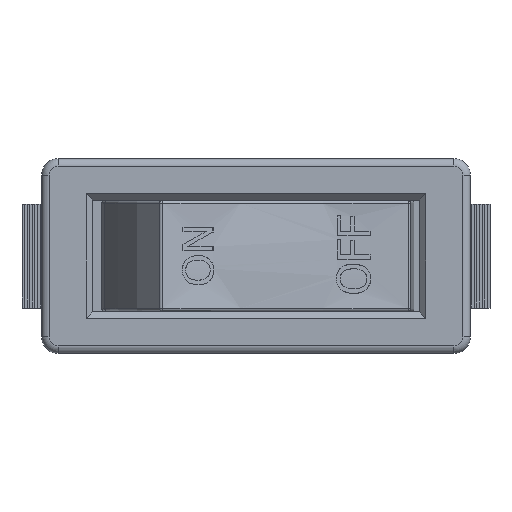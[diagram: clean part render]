
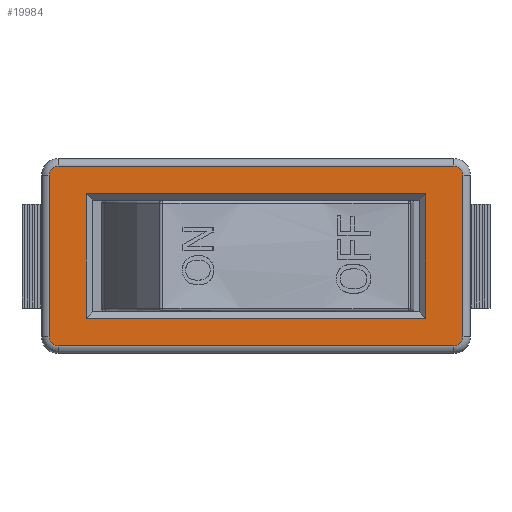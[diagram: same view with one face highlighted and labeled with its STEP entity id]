
A CAD part, top view. The second image highlights one B-rep face of the part: STEP entity #19984.
In plain terms, the highlighted planar face has unit normal (0, 0, 1).
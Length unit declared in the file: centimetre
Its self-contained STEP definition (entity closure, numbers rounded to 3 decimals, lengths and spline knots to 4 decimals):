
#1210=FACE_BOUND('',#3459,.T.);
#2275=FACE_OUTER_BOUND('',#3458,.T.);
#3458=EDGE_LOOP('',(#18084,#18085,#18086,#18087,#18088,#18089,#18090,#18091));
#3459=EDGE_LOOP('',(#18092,#18093,#18094,#18095));
#3657=CIRCLE('',#20921,0.07);
#3658=CIRCLE('',#20922,0.07);
#3659=CIRCLE('',#20923,0.07);
#3660=CIRCLE('',#20924,0.07);
#5657=LINE('',#35356,#7679);
#5661=LINE('',#35363,#7683);
#5664=LINE('',#35369,#7686);
#5666=LINE('',#35372,#7688);
#5672=LINE('',#35386,#7694);
#5673=LINE('',#35390,#7695);
#5674=LINE('',#35394,#7696);
#5675=LINE('',#35398,#7697);
#7679=VECTOR('',#24730,1.);
#7683=VECTOR('',#24736,1.);
#7686=VECTOR('',#24741,1.);
#7688=VECTOR('',#24745,1.);
#7694=VECTOR('',#24757,1.);
#7695=VECTOR('',#24760,1.);
#7696=VECTOR('',#24763,1.);
#7697=VECTOR('',#24766,1.);
#9588=VERTEX_POINT('',#35353);
#9589=VERTEX_POINT('',#35355);
#9591=VERTEX_POINT('',#35361);
#9593=VERTEX_POINT('',#35367);
#9597=VERTEX_POINT('',#35384);
#9598=VERTEX_POINT('',#35385);
#9599=VERTEX_POINT('',#35387);
#9600=VERTEX_POINT('',#35389);
#9601=VERTEX_POINT('',#35391);
#9602=VERTEX_POINT('',#35393);
#9603=VERTEX_POINT('',#35395);
#9604=VERTEX_POINT('',#35397);
#12441=EDGE_CURVE('',#9588,#9589,#5657,.T.);
#12445=EDGE_CURVE('',#9591,#9588,#5661,.T.);
#12448=EDGE_CURVE('',#9593,#9591,#5664,.T.);
#12450=EDGE_CURVE('',#9589,#9593,#5666,.T.);
#12456=EDGE_CURVE('',#9597,#9598,#5672,.T.);
#12457=EDGE_CURVE('',#9599,#9597,#3657,.T.);
#12458=EDGE_CURVE('',#9600,#9599,#5673,.T.);
#12459=EDGE_CURVE('',#9601,#9600,#3658,.T.);
#12460=EDGE_CURVE('',#9602,#9601,#5674,.T.);
#12461=EDGE_CURVE('',#9603,#9602,#3659,.T.);
#12462=EDGE_CURVE('',#9604,#9603,#5675,.T.);
#12463=EDGE_CURVE('',#9598,#9604,#3660,.T.);
#18084=ORIENTED_EDGE('',*,*,#12456,.F.);
#18085=ORIENTED_EDGE('',*,*,#12457,.F.);
#18086=ORIENTED_EDGE('',*,*,#12458,.F.);
#18087=ORIENTED_EDGE('',*,*,#12459,.F.);
#18088=ORIENTED_EDGE('',*,*,#12460,.F.);
#18089=ORIENTED_EDGE('',*,*,#12461,.F.);
#18090=ORIENTED_EDGE('',*,*,#12462,.F.);
#18091=ORIENTED_EDGE('',*,*,#12463,.F.);
#18092=ORIENTED_EDGE('',*,*,#12441,.F.);
#18093=ORIENTED_EDGE('',*,*,#12445,.F.);
#18094=ORIENTED_EDGE('',*,*,#12448,.F.);
#18095=ORIENTED_EDGE('',*,*,#12450,.F.);
#18916=PLANE('',#20920);
#19984=ADVANCED_FACE('',(#2275,#1210),#18916,.T.);
#20920=AXIS2_PLACEMENT_3D('',#35383,#24755,#24756);
#20921=AXIS2_PLACEMENT_3D('',#35388,#24758,#24759);
#20922=AXIS2_PLACEMENT_3D('',#35392,#24761,#24762);
#20923=AXIS2_PLACEMENT_3D('',#35396,#24764,#24765);
#20924=AXIS2_PLACEMENT_3D('',#35399,#24767,#24768);
#24730=DIRECTION('',(1.,0.,0.));
#24736=DIRECTION('',(0.,-1.,0.));
#24741=DIRECTION('',(-1.,0.,0.));
#24745=DIRECTION('',(0.,1.,0.));
#24755=DIRECTION('center_axis',(0.,0.,
1.));
#24756=DIRECTION('ref_axis',(1.,0.,0.));
#24757=DIRECTION('',(0.,1.,0.));
#24758=DIRECTION('center_axis',(0.,0.,
-1.));
#24759=DIRECTION('ref_axis',(-0.707,-0.707,0.));
#24760=DIRECTION('',(-1.,0.,0.));
#24761=DIRECTION('center_axis',(0.,0.,
-1.));
#24762=DIRECTION('ref_axis',(0.707,-0.707,0.));
#24763=DIRECTION('',(0.,-1.,0.));
#24764=DIRECTION('center_axis',(0.,0.,
-1.));
#24765=DIRECTION('ref_axis',(0.707,0.707,0.));
#24766=DIRECTION('',(1.,0.,0.));
#24767=DIRECTION('center_axis',(0.,0.,
-1.));
#24768=DIRECTION('ref_axis',(-0.707,0.707,0.));
#35353=CARTESIAN_POINT('',(-1.305,-0.48,1.9));
#35355=CARTESIAN_POINT('',(1.305,-0.48,1.9));
#35356=CARTESIAN_POINT('',(0.6775,-0.48,1.9));
#35361=CARTESIAN_POINT('',(-1.305,0.48,1.9));
#35363=CARTESIAN_POINT('',(-1.305,-0.265,1.9));
#35367=CARTESIAN_POINT('',(1.305,0.48,1.9));
#35369=CARTESIAN_POINT('',(-0.6775,0.48,1.9));
#35372=CARTESIAN_POINT('',(1.305,0.265,1.9));
#35383=CARTESIAN_POINT('Origin',(0.,0.,
1.9));
#35384=CARTESIAN_POINT('',(-1.59,-0.62,1.9));
#35385=CARTESIAN_POINT('',(-1.59,0.62,1.9));
#35386=CARTESIAN_POINT('',(-1.59,-0.31,1.9));
#35387=CARTESIAN_POINT('',(-1.52,-0.69,1.9));
#35388=CARTESIAN_POINT('Origin',(-1.52,-0.62,1.9));
#35389=CARTESIAN_POINT('',(1.52,-0.69,1.9));
#35390=CARTESIAN_POINT('',(0.76,-0.69,1.9));
#35391=CARTESIAN_POINT('',(1.59,-0.62,1.9));
#35392=CARTESIAN_POINT('Origin',(1.52,-0.62,1.9));
#35393=CARTESIAN_POINT('',(1.59,0.62,1.9));
#35394=CARTESIAN_POINT('',(1.59,0.31,1.9));
#35395=CARTESIAN_POINT('',(1.52,0.69,1.9));
#35396=CARTESIAN_POINT('Origin',(1.52,0.62,1.9));
#35397=CARTESIAN_POINT('',(-1.52,0.69,1.9));
#35398=CARTESIAN_POINT('',(-0.76,0.69,1.9));
#35399=CARTESIAN_POINT('Origin',(-1.52,0.62,1.9));
